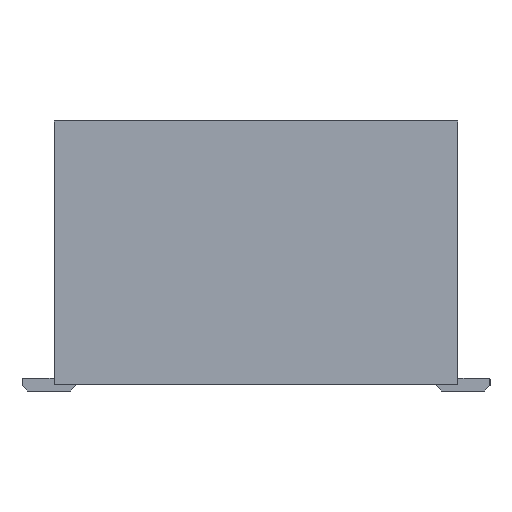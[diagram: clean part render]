
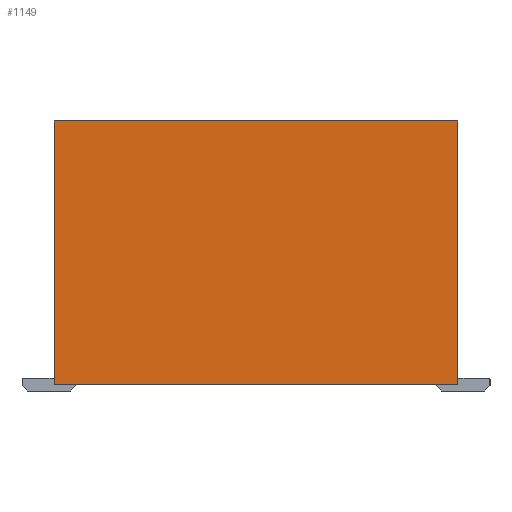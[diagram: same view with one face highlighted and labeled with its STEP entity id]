
A CAD part, left-side view. The second image highlights one B-rep face of the part: STEP entity #1149.
In plain terms, the highlighted planar face has unit normal (-1, 0, 0).
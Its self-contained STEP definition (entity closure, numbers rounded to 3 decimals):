
#1149=ADVANCED_FACE('',(#19894),#19896,.T.);
#19894=FACE_BOUND('',#19895,.T.);
#19895=EDGE_LOOP('',(#35244,#35245,#35246,#35247));
#19896=PLANE('',#19897);
#19897=AXIS2_PLACEMENT_3D('',#19898,#19899,#19900);
#19898=CARTESIAN_POINT('',(-4.3,1.57,0.05));
#19899=DIRECTION('',(-1.,0.,0.));
#19900=DIRECTION('',(0.,-1.,0.));
#35244=ORIENTED_EDGE('',*,*,#47512,.T.);
#35245=ORIENTED_EDGE('',*,*,#47529,.T.);
#35246=ORIENTED_EDGE('',*,*,#47530,.F.);
#35247=ORIENTED_EDGE('',*,*,#46688,.F.);
#46688=EDGE_CURVE('',#53097,#53099,#53100,.T.);
#47512=EDGE_CURVE('',#53097,#54630,#54632,.T.);
#47529=EDGE_CURVE('',#54630,#54649,#54650,.T.);
#47530=EDGE_CURVE('',#53099,#54649,#54651,.T.);
#53097=VERTEX_POINT('',#63796);
#53099=VERTEX_POINT('',#63800);
#53100=LINE('',#63801,#63802);
#54630=VERTEX_POINT('',#67037);
#54632=LINE('',#67041,#67042);
#54649=VERTEX_POINT('',#67092);
#54650=LINE('',#67093,#67094);
#54651=LINE('',#67096,#67097);
#63796=CARTESIAN_POINT('',(-4.3,1.57,0.05));
#63800=CARTESIAN_POINT('',(-4.3,1.57,2.1));
#63801=CARTESIAN_POINT('',(-4.3,1.57,0.05));
#63802=VECTOR('',#63803,1.);
#63803=DIRECTION('',(0.,0.,1.));
#67037=CARTESIAN_POINT('',(-4.3,-1.57,0.05));
#67041=CARTESIAN_POINT('',(-4.3,1.57,0.05));
#67042=VECTOR('',#67043,1.);
#67043=DIRECTION('',(0.,-1.,0.));
#67092=CARTESIAN_POINT('',(-4.3,-1.57,2.1));
#67093=CARTESIAN_POINT('',(-4.3,-1.57,0.05));
#67094=VECTOR('',#67095,1.);
#67095=DIRECTION('',(0.,0.,1.));
#67096=CARTESIAN_POINT('',(-4.3,1.57,2.1));
#67097=VECTOR('',#67098,1.);
#67098=DIRECTION('',(0.,-1.,0.));
